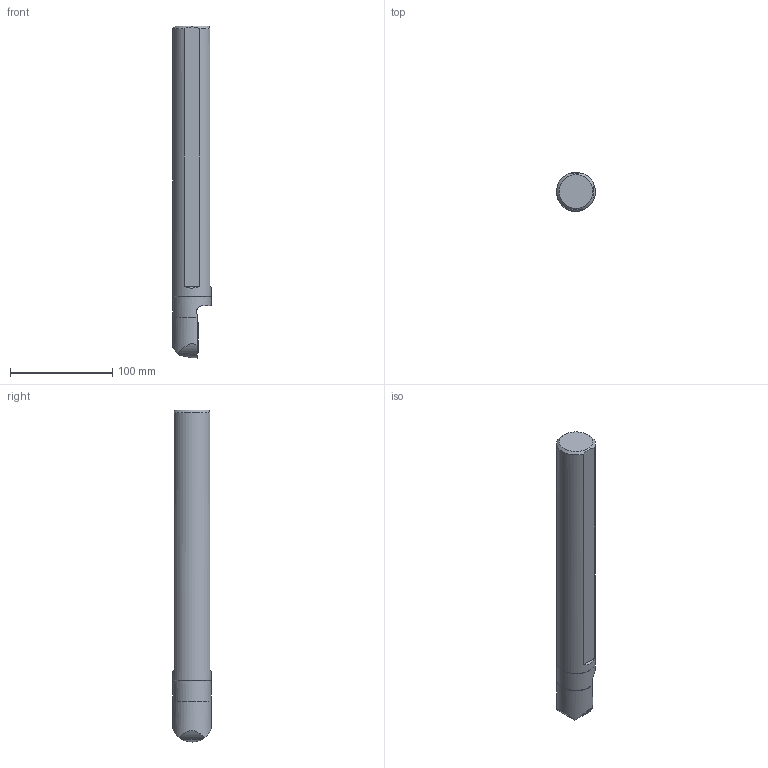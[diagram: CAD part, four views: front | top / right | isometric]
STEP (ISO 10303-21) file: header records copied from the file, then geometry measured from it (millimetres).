
FILE_DESCRIPTION(/* description */ (''),/* implementation_level */ '2;1');
FILE_NAME(/* name */ '1544174215375.stp',/* time_stamp */ '2018-12-07T14:47:03+05:00',/* author */ (''),/* organization */ ('SMS'),/* preprocessor_version */ 'ST-DEVELOPER v15',/* originating_system */ 'SIEMENS PLM Software NX 8.5',/* authorisation */ '');
FILE_SCHEMA (('AUTOMOTIVE_DESIGN { 1 0 10303 214 3 1 1 1 }'));
Length unit declared in the file: millimetre
Products named in the file (1): 201993437mod000_00
Bounding box: 38.1 x 38.1 x 324.8 mm (x, y, z)
Volume: 333677.7 mm3; surface area: 40554.9 mm2
Topology: 1 solids, 1 shells, 49 faces, 139 edges, 99 vertices
Faces by surface type: cylinder 19, cone 16, plane 14
Full cylindrical faces by diameter (mm): 4.2 x4, 5 x4, 6 x1, 6.009 x2, 8.65 x1, 32 x1, 37.45 x1, 38.1 x1
Entity records: 1465 total; most frequent: CARTESIAN_POINT 336, DIRECTION 228, ORIENTED_EDGE 182, AXIS2_PLACEMENT_3D 106, EDGE_CURVE 91, EDGE_LOOP 83, VERTEX_POINT 83, FACE_BOUND 74
